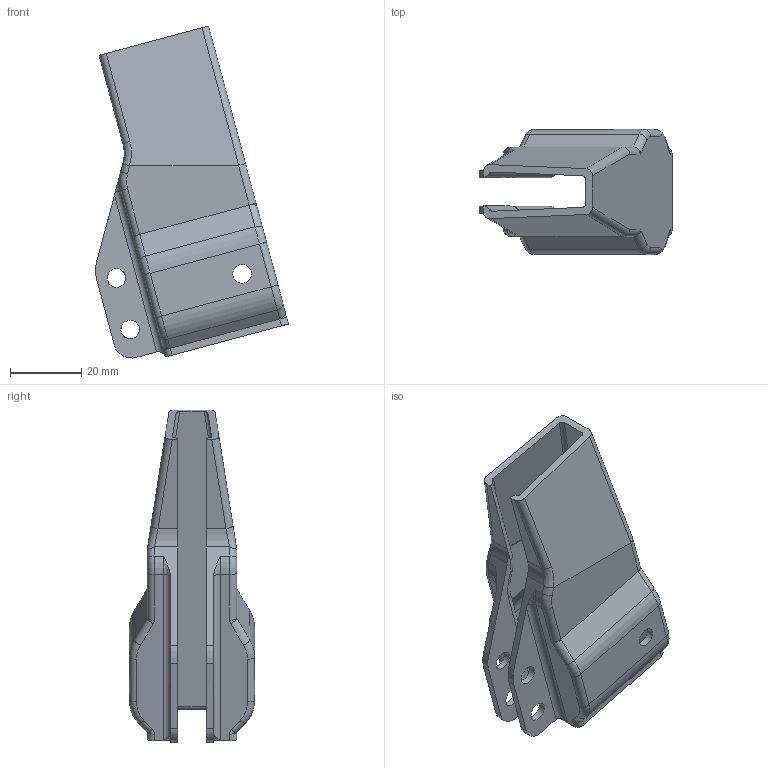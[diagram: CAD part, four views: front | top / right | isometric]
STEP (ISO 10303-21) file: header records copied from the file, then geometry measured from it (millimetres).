
FILE_DESCRIPTION(/* description */ ('baseBody_CZ82'),/* implementation_level */ '2;1');
FILE_NAME(/* name */ 'CZ82_baseMagazineHolster',/* time_stamp */ '2023-09-18T17:36:29-04:00',/* author */ ('George'),/* organization */ ('Archive 663'),/* preprocessor_version */ 'ST-DEVELOPER v16.7',/* originating_system */ 'Solid Edge',/* authorisation */ 'Unknown');
FILE_SCHEMA (('AUTOMOTIVE_DESIGN {1 0 10303 214 3 1 1}'));
Length unit declared in the file: millimetre
Products named in the file (1): CZ82_baseMagazineHolster
Bounding box: 54.21 x 35.19 x 93.38 mm (x, y, z)
Volume: 20232.2 mm3; surface area: 20440.2 mm2
Topology: 1 solids, 1 shells, 207 faces, 525 edges, 308 vertices
Faces by surface type: cylinder 97, plane 54, torus 46, bspline 10
Full cylindrical faces by diameter (mm): 5.25 x6
Entity records: 6223 total; most frequent: CARTESIAN_POINT 1227, DIRECTION 1125, ORIENTED_EDGE 1002, EDGE_CURVE 501, AXIS2_PLACEMENT_3D 448, VERTEX_POINT 302, LINE 229, VECTOR 229
